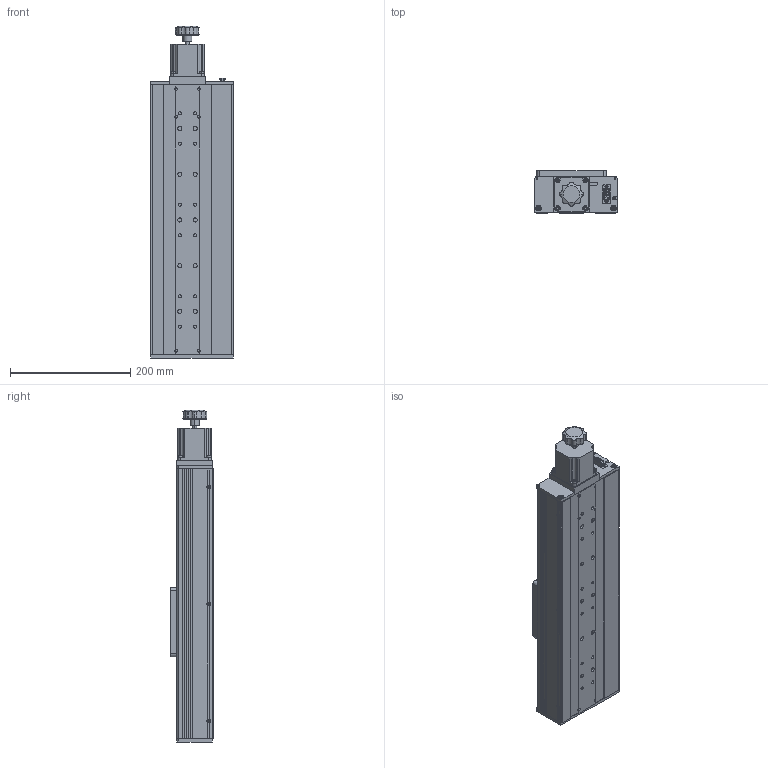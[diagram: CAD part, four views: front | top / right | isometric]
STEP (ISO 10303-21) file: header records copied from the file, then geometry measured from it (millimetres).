
FILE_DESCRIPTION (( 'STEP AP214' ), '1' );
FILE_NAME ('08PMT-250.STEP', '2018-10-08T02:50:31', ( '' ), ( '' ), 'SwSTEP 2.0', 'SolidWorks 2016', '' );
FILE_SCHEMA (( 'AUTOMOTIVE_DESIGN' ));
Length unit declared in the file: millimetre
Products named in the file (1): 08PMT-250
Bounding box: 137 x 71 x 553.3 mm (x, y, z)
Surface area: 388514.9 mm2 (no closed solid volume)
Topology: 0 solids, 53 shells, 791 faces, 2851 edges, 2098 vertices
Faces by surface type: plane 376, cylinder 304, cone 75, torus 26, sphere 10
Entity records: 40102 total; most frequent: CARTESIAN_POINT 6493, DIRECTION 5397, ORIENTED_EDGE 4511, EDGE_CURVE 2845, VERTEX_POINT 2094, AXIS2_PLACEMENT_3D 1848, VECTOR 1701, LINE 1701
